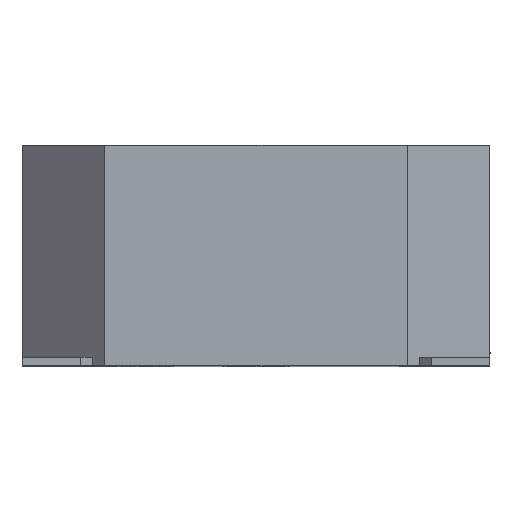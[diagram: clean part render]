
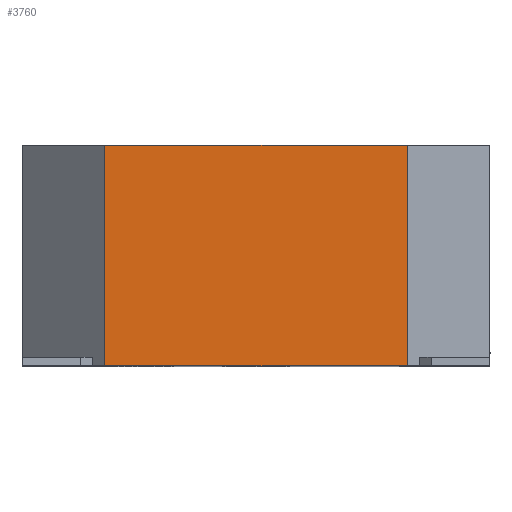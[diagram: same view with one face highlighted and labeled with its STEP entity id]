
A CAD part, top view. The second image highlights one B-rep face of the part: STEP entity #3760.
In plain terms, the highlighted planar face has unit normal (0, 0, 1).
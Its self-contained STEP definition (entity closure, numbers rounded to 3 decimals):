
#168=PLANE('',#4034);
#388=LINE('',#7135,#786);
#447=LINE('',#7283,#845);
#643=LINE('',#7674,#1041);
#644=LINE('',#7676,#1042);
#786=VECTOR('',#4424,10.);
#845=VECTOR('',#4573,10.);
#1041=VECTOR('',#4923,10.);
#1042=VECTOR('',#4926,10.);
#1262=FACE_OUTER_BOUND('',#1466,.T.);
#1466=EDGE_LOOP('',(#3382,#3383,#3384,#3385));
#1687=VERTEX_POINT('',#7132);
#1688=VERTEX_POINT('',#7134);
#1731=VERTEX_POINT('',#7280);
#1732=VERTEX_POINT('',#7282);
#2095=EDGE_CURVE('',#1688,#1687,#388,.T.);
#2168=EDGE_CURVE('',#1732,#1731,#447,.T.);
#2364=EDGE_CURVE('',#1732,#1687,#643,.T.);
#2365=EDGE_CURVE('',#1731,#1688,#644,.T.);
#3382=ORIENTED_EDGE('',*,*,#2095,.T.);
#3383=ORIENTED_EDGE('',*,*,#2364,.F.);
#3384=ORIENTED_EDGE('',*,*,#2168,.T.);
#3385=ORIENTED_EDGE('',*,*,#2365,.T.);
#3760=ADVANCED_FACE('',(#1262),#168,.T.);
#4034=AXIS2_PLACEMENT_3D('',#7681,#4933,#4934);
#4424=DIRECTION('',(-1.,0.,0.));
#4573=DIRECTION('',(1.,0.,0.));
#4923=DIRECTION('',(0.,1.,0.));
#4926=DIRECTION('',(0.,1.,0.));
#4933=DIRECTION('center_axis',(0.,0.,1.));
#4934=DIRECTION('ref_axis',(0.,-1.,0.));
#7132=CARTESIAN_POINT('',(-2.745,2.201,4.263));
#7134=CARTESIAN_POINT('',(2.755,2.201,4.263));
#7135=CARTESIAN_POINT('',(-2.745,2.201,4.263));
#7280=CARTESIAN_POINT('',(2.755,-1.799,4.263));
#7282=CARTESIAN_POINT('',(-2.745,-1.799,4.263));
#7283=CARTESIAN_POINT('',(-2.745,-1.799,4.263));
#7674=CARTESIAN_POINT('',(-2.745,-1.799,4.263));
#7676=CARTESIAN_POINT('',(2.755,-1.799,4.263));
#7681=CARTESIAN_POINT('Origin',(2.755,-1.799,4.263));
